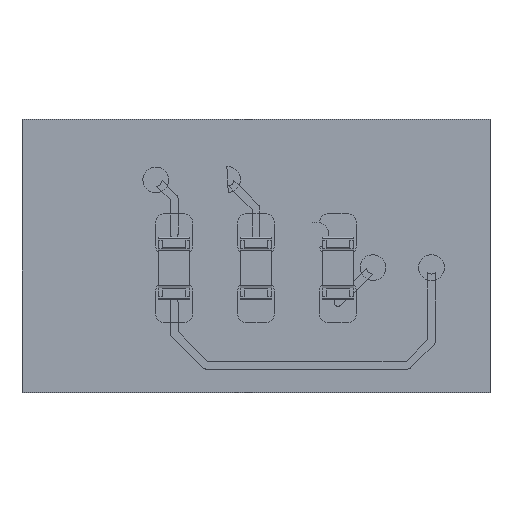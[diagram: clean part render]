
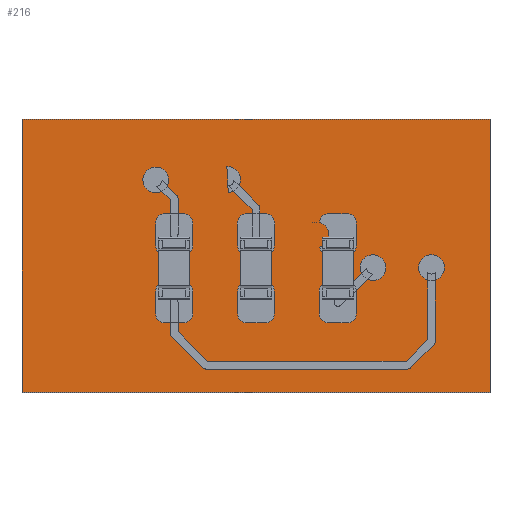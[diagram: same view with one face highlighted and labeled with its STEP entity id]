
A CAD part, top view. The second image highlights one B-rep face of the part: STEP entity #216.
In plain terms, the highlighted planar face has unit normal (0, 0, 1).
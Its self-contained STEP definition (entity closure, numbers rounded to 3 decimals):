
#97 = VERTEX_POINT('',#98);
#98 = CARTESIAN_POINT('',(138.66,-83.199,0.));
#115 = VERTEX_POINT('',#116);
#116 = CARTESIAN_POINT('',(150.66,-83.199,0.));
#122 = EDGE_CURVE('',#97,#115,#123,.T.);
#123 = LINE('',#124,#125);
#124 = CARTESIAN_POINT('',(138.66,-83.199,0.));
#125 = VECTOR('',#126,1.);
#126 = DIRECTION('',(1.,0.,0.));
#146 = VERTEX_POINT('',#147);
#147 = CARTESIAN_POINT('',(150.66,-90.199,0.));
#153 = EDGE_CURVE('',#115,#146,#154,.T.);
#154 = LINE('',#155,#156);
#155 = CARTESIAN_POINT('',(150.66,-83.199,0.));
#156 = VECTOR('',#157,1.);
#157 = DIRECTION('',(0.,-1.,0.));
#177 = VERTEX_POINT('',#178);
#178 = CARTESIAN_POINT('',(138.66,-90.199,0.));
#184 = EDGE_CURVE('',#146,#177,#185,.T.);
#185 = LINE('',#186,#187);
#186 = CARTESIAN_POINT('',(150.66,-90.199,0.));
#187 = VECTOR('',#188,1.);
#188 = DIRECTION('',(-1.,0.,0.));
#206 = EDGE_CURVE('',#177,#97,#207,.T.);
#207 = LINE('',#208,#209);
#208 = CARTESIAN_POINT('',(138.66,-90.199,0.));
#209 = VECTOR('',#210,1.);
#210 = DIRECTION('',(0.,1.,0.));
#216 = ADVANCED_FACE('',(#217),#223,.F.);
#217 = FACE_BOUND('',#218,.F.);
#218 = EDGE_LOOP('',(#219,#220,#221,#222));
#219 = ORIENTED_EDGE('',*,*,#122,.T.);
#220 = ORIENTED_EDGE('',*,*,#153,.T.);
#221 = ORIENTED_EDGE('',*,*,#184,.T.);
#222 = ORIENTED_EDGE('',*,*,#206,.T.);
#223 = PLANE('',#224);
#224 = AXIS2_PLACEMENT_3D('',#225,#226,#227);
#225 = CARTESIAN_POINT('',(144.66,-86.699,0.));
#226 = DIRECTION('',(-0.,-0.,-1.));
#227 = DIRECTION('',(-1.,0.,0.));
